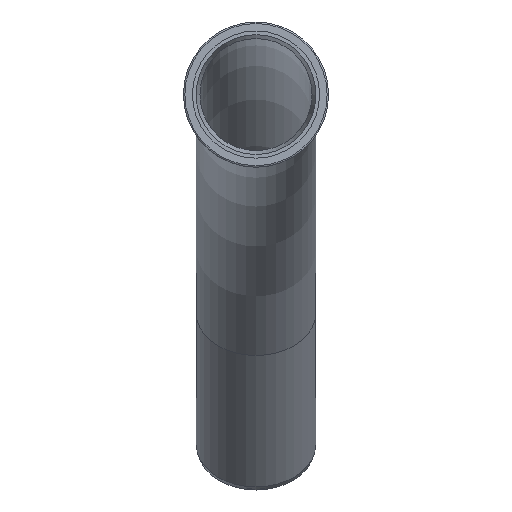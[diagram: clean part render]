
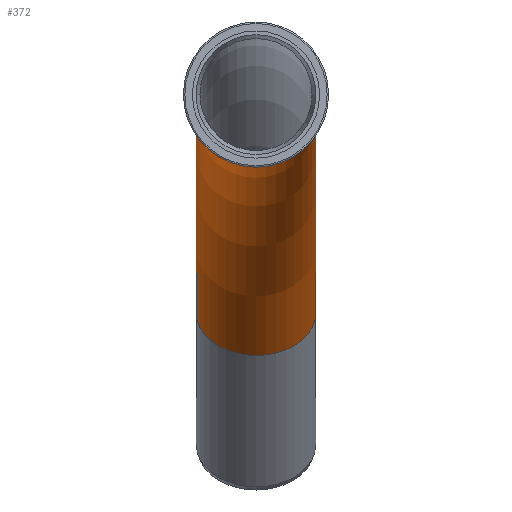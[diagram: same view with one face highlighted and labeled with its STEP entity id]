
A CAD part, left-side view. The second image highlights one B-rep face of the part: STEP entity #372.
In plain terms, the highlighted toroidal (fillet/blend) face has major radius 1000 mm and minor radius 80 mm.
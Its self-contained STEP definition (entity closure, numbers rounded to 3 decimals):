
#16=TOROIDAL_SURFACE('',#425,1000.,80.);
#46=FACE_OUTER_BOUND('',#70,.T.);
#70=EDGE_LOOP('',(#276,#277,#278,#279,#280,#281));
#122=CIRCLE('',#415,80.);
#123=CIRCLE('',#416,80.);
#129=CIRCLE('',#426,920.);
#130=CIRCLE('',#427,80.);
#131=CIRCLE('',#428,80.);
#164=VERTEX_POINT('',#630);
#165=VERTEX_POINT('',#632);
#170=VERTEX_POINT('',#649);
#171=VERTEX_POINT('',#651);
#204=EDGE_CURVE('',#164,#165,#122,.T.);
#205=EDGE_CURVE('',#165,#164,#123,.T.);
#212=EDGE_CURVE('',#165,#170,#129,.T.);
#213=EDGE_CURVE('',#170,#171,#130,.T.);
#214=EDGE_CURVE('',#171,#170,#131,.T.);
#276=ORIENTED_EDGE('',*,*,#205,.F.);
#277=ORIENTED_EDGE('',*,*,#212,.T.);
#278=ORIENTED_EDGE('',*,*,#213,.T.);
#279=ORIENTED_EDGE('',*,*,#214,.T.);
#280=ORIENTED_EDGE('',*,*,#212,.F.);
#281=ORIENTED_EDGE('',*,*,#204,.F.);
#372=ADVANCED_FACE('',(#46),#16,.T.);
#415=AXIS2_PLACEMENT_3D('',#633,#489,#490);
#416=AXIS2_PLACEMENT_3D('',#634,#491,#492);
#425=AXIS2_PLACEMENT_3D('',#648,#510,#511);
#426=AXIS2_PLACEMENT_3D('',#650,#512,#513);
#427=AXIS2_PLACEMENT_3D('',#652,#514,#515);
#428=AXIS2_PLACEMENT_3D('',#653,#516,#517);
#489=DIRECTION('center_axis',(0.707,0.,-0.707));
#490=DIRECTION('ref_axis',(-0.707,0.,-0.707));
#491=DIRECTION('center_axis',(0.707,0.,-0.707));
#492=DIRECTION('ref_axis',(-0.707,0.,-0.707));
#510=DIRECTION('center_axis',(0.,1.,0.));
#511=DIRECTION('ref_axis',(0.,0.,1.));
#512=DIRECTION('center_axis',(0.,-1.,0.));
#513=DIRECTION('ref_axis',(0.,0.,1.));
#514=DIRECTION('center_axis',(1.,0.,0.));
#515=DIRECTION('ref_axis',(0.,0.,-1.));
#516=DIRECTION('center_axis',(1.,0.,0.));
#517=DIRECTION('ref_axis',(0.,0.,-1.));
#630=CARTESIAN_POINT('',(838.95,0.,-236.325));
#632=CARTESIAN_POINT('',(725.813,0.,-349.462));
#633=CARTESIAN_POINT('Origin',(782.382,0.,-292.893));
#634=CARTESIAN_POINT('Origin',(782.382,0.,-292.893));
#648=CARTESIAN_POINT('Origin',(75.275,0.,-1000.));
#649=CARTESIAN_POINT('',(75.275,0.,-80.));
#650=CARTESIAN_POINT('Origin',(75.275,0.,-1000.));
#651=CARTESIAN_POINT('',(75.275,-80.,0.));
#652=CARTESIAN_POINT('Origin',(75.275,0.,0.));
#653=CARTESIAN_POINT('Origin',(75.275,0.,0.));
